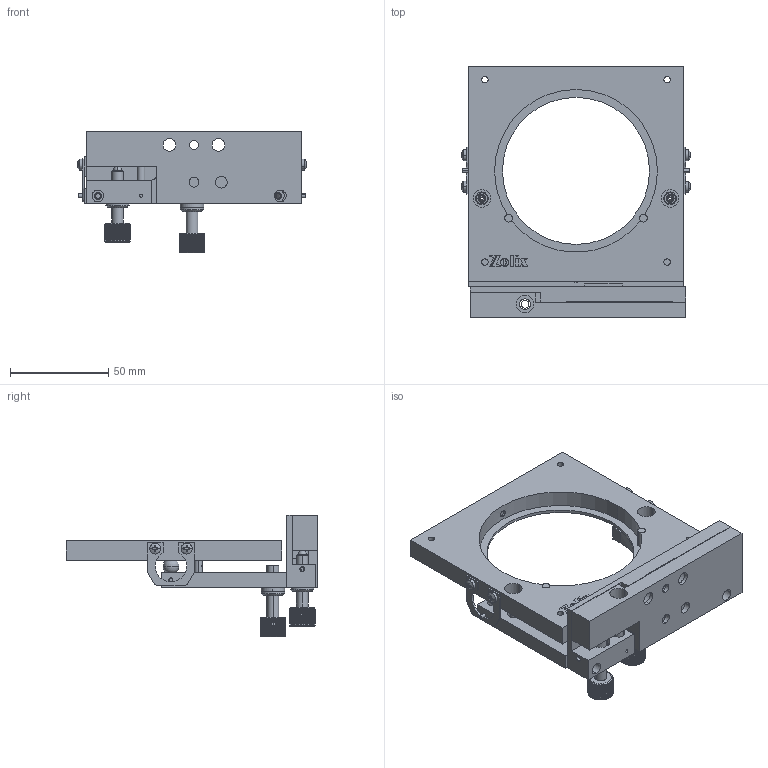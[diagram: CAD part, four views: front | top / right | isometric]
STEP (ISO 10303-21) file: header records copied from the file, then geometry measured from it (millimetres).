
FILE_DESCRIPTION (( 'STEP AP203' ), '1' );
FILE_NAME ('OMMB80-2BT.STEP', '2019-05-10T07:39:23', ( 'User' ), ( 'User' ), 'SwSTEP 2.0', 'SolidWorks 2016', '' );
FILE_SCHEMA (( 'CONFIG_CONTROL_DESIGN' ));
Length unit declared in the file: millimetre
Products named in the file (1): OMMB80-2BT
Bounding box: 116.74 x 128.5 x 62 mm (x, y, z)
Surface area: 61919.4 mm2 (no closed solid volume)
Topology: 0 solids, 49 shells, 694 faces, 2371 edges, 1706 vertices
Faces by surface type: plane 380, cylinder 260, cone 28, sphere 18, torus 8
Entity records: 27612 total; most frequent: CARTESIAN_POINT 7676, ORIENTED_EDGE 4046, DIRECTION 3931, EDGE_CURVE 2350, VERTEX_POINT 1697, AXIS2_PLACEMENT_3D 1430, VECTOR 1071, LINE 1071
